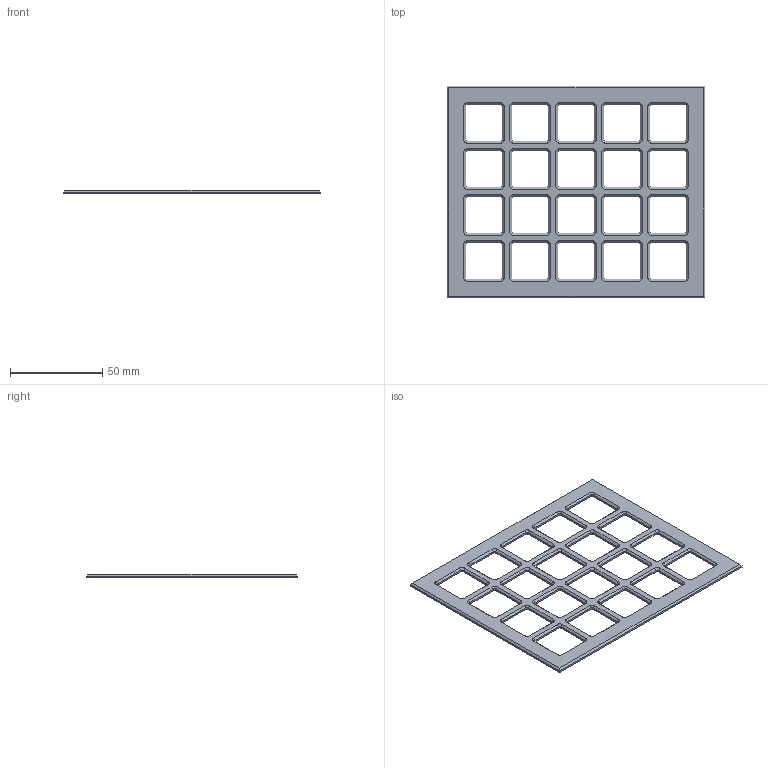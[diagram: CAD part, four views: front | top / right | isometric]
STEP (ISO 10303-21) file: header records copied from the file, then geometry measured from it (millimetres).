
FILE_DESCRIPTION(('CATIA V5 STEP Exchange'),'2;1');
FILE_NAME('Specimen_Grid_Plate_Cover.stp','2026-02-02T22:43:42+00:00',('none'),('none'),'CATIA Version 5 Release 21 GA (IN-10)','CATIA V5 STEP AP203','none');
FILE_SCHEMA(('CONFIG_CONTROL_DESIGN'));
Length unit declared in the file: millimetre
Products named in the file (1): Part2
Bounding box: 140 x 115 x 2 mm (x, y, z)
Volume: 14536.4 mm3; surface area: 19963.6 mm2
Topology: 1 solids, 1 shells, 545 faces, 1336 edges, 836 vertices
Faces by surface type: plane 385, cylinder 80, cone 80
Entity records: 14376 total; most frequent: ORIENTED_EDGE 2672, CARTESIAN_POINT 2478, DIRECTION 1934, EDGE_CURVE 1336, VECTOR 1092, LINE 1092, VERTEX_POINT 836, EDGE_LOOP 628
